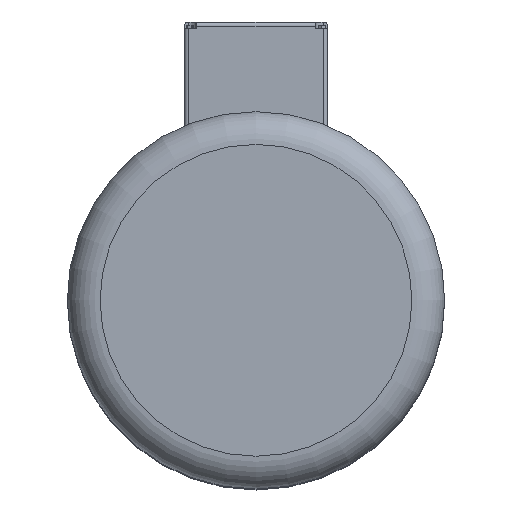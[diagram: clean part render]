
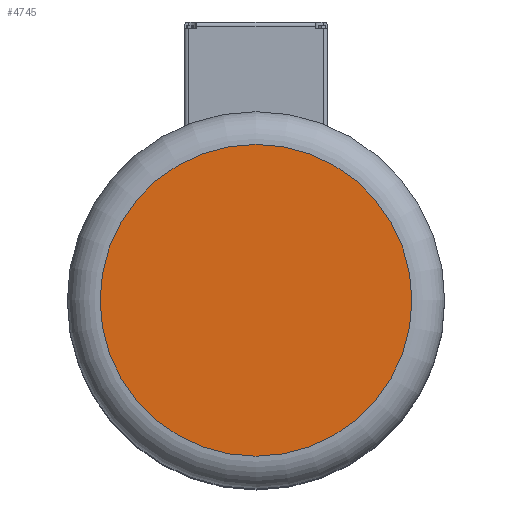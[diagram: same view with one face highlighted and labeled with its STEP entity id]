
A CAD part, top view. The second image highlights one B-rep face of the part: STEP entity #4745.
In plain terms, the highlighted planar face has unit normal (0, 0, 1).
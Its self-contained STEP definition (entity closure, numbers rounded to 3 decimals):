
#4745=ADVANCED_FACE('',(#8797),#8799,.T.);
#8797=FACE_BOUND('',#8798,.T.);
#8798=EDGE_LOOP('',(#11606));
#8799=PLANE('',#8800);
#8800=AXIS2_PLACEMENT_3D('',#8801,#8802,#8803);
#8801=CARTESIAN_POINT('',(0.,0.,1933.));
#8802=DIRECTION('',(0.,0.,1.));
#8803=DIRECTION('',(0.,1.,0.));
#11606=ORIENTED_EDGE('',*,*,#13045,.F.);
#13045=EDGE_CURVE('',#15476,#15476,#15477,.T.);
#15476=VERTEX_POINT('',#24107);
#15477=CIRCLE('',#24108,190.);
#24107=CARTESIAN_POINT('',(0.,190.,1933.));
#24108=AXIS2_PLACEMENT_3D('',#24109,#24110,#24111);
#24109=CARTESIAN_POINT('',(0.,0.,1933.));
#24110=DIRECTION('',(0.,0.,-1.));
#24111=DIRECTION('',(0.,1.,0.));
